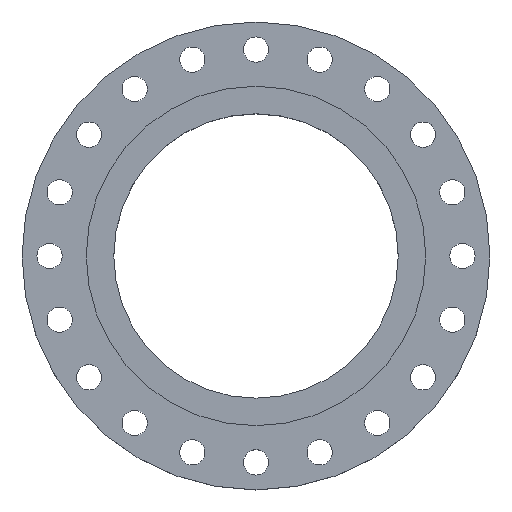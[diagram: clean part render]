
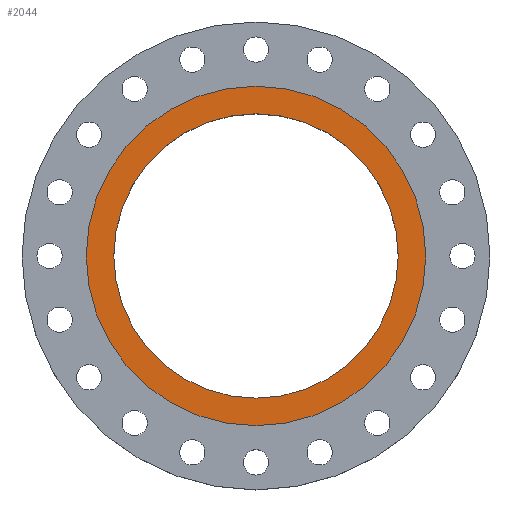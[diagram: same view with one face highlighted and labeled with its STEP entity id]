
A CAD part, top view. The second image highlights one B-rep face of the part: STEP entity #2044.
In plain terms, the highlighted planar face has unit normal (0, 0, 1).
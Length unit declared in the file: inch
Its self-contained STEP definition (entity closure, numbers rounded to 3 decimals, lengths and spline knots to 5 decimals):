
#8 = FACE_OUTER_BOUND ( 'NONE', #124, .T. ) ;
#51 = CARTESIAN_POINT ( 'NONE',  ( -9.25, 0., 0. ) ) ;
#83 = EDGE_CURVE ( 'NONE', #770, #879, #145, .T. ) ;
#124 = EDGE_LOOP ( 'NONE', ( #408, #137 ) ) ;
#137 = ORIENTED_EDGE ( 'NONE', *, *, #991, .T. ) ;
#145 = CIRCLE ( 'NONE', #1560, 9.25 ) ;
#166 = ORIENTED_EDGE ( 'NONE', *, *, #225, .F. ) ;
#177 = CIRCLE ( 'NONE', #513, 7.75 ) ;
#225 = EDGE_CURVE ( 'NONE', #877, #390, #1986, .T. ) ;
#231 = DIRECTION ( 'NONE',  ( 1., 0., 0. ) ) ;
#275 = CARTESIAN_POINT ( 'NONE',  ( 0., 0., 0. ) ) ;
#319 = CARTESIAN_POINT ( 'NONE',  ( 9.25, 0., 0. ) ) ;
#330 = FACE_BOUND ( 'NONE', #648, .T. ) ;
#341 = ORIENTED_EDGE ( 'NONE', *, *, #931, .F. ) ;
#352 = DIRECTION ( 'NONE',  ( 0., 0., -1. ) ) ;
#388 = AXIS2_PLACEMENT_3D ( 'NONE', #275, #752, #231 ) ;
#390 = VERTEX_POINT ( 'NONE', #1118 ) ;
#408 = ORIENTED_EDGE ( 'NONE', *, *, #83, .T. ) ;
#492 = DIRECTION ( 'NONE',  ( 0., 0., 1. ) ) ;
#513 = AXIS2_PLACEMENT_3D ( 'NONE', #1477, #1631, #1915 ) ;
#588 = CARTESIAN_POINT ( 'NONE',  ( 0., 0., 0. ) ) ;
#648 = EDGE_LOOP ( 'NONE', ( #166, #341 ) ) ;
#655 = CARTESIAN_POINT ( 'NONE',  ( 7.75, 0., 0. ) ) ;
#656 = CARTESIAN_POINT ( 'NONE',  ( 0., 0., 0. ) ) ;
#752 = DIRECTION ( 'NONE',  ( 0., 0., 1. ) ) ;
#770 = VERTEX_POINT ( 'NONE', #319 ) ;
#774 = DIRECTION ( 'NONE',  ( 1., 0., 0. ) ) ;
#877 = VERTEX_POINT ( 'NONE', #655 ) ;
#879 = VERTEX_POINT ( 'NONE', #51 ) ;
#931 = EDGE_CURVE ( 'NONE', #390, #877, #177, .T. ) ;
#958 = DIRECTION ( 'NONE',  ( 1., 0., 0. ) ) ;
#980 = CARTESIAN_POINT ( 'NONE',  ( 0., 7.75, 0. ) ) ;
#991 = EDGE_CURVE ( 'NONE', #879, #770, #1004, .T. ) ;
#1004 = CIRCLE ( 'NONE', #1094, 9.25 ) ;
#1094 = AXIS2_PLACEMENT_3D ( 'NONE', #588, #1522, #774 ) ;
#1118 = CARTESIAN_POINT ( 'NONE',  ( -7.75, 0., 0. ) ) ;
#1122 = PLANE ( 'NONE',  #1269 ) ;
#1269 = AXIS2_PLACEMENT_3D ( 'NONE', #980, #352, #1451 ) ;
#1451 = DIRECTION ( 'NONE',  ( -1., 0., 0. ) ) ;
#1477 = CARTESIAN_POINT ( 'NONE',  ( 0., 0., 0. ) ) ;
#1522 = DIRECTION ( 'NONE',  ( 0., 0., 1. ) ) ;
#1560 = AXIS2_PLACEMENT_3D ( 'NONE', #656, #492, #958 ) ;
#1631 = DIRECTION ( 'NONE',  ( 0., 0., 1. ) ) ;
#1915 = DIRECTION ( 'NONE',  ( 1., 0., 0. ) ) ;
#1986 = CIRCLE ( 'NONE', #388, 7.75 ) ;
#2044 = ADVANCED_FACE ( 'NONE', ( #330, #8 ), #1122, .F. ) ;
